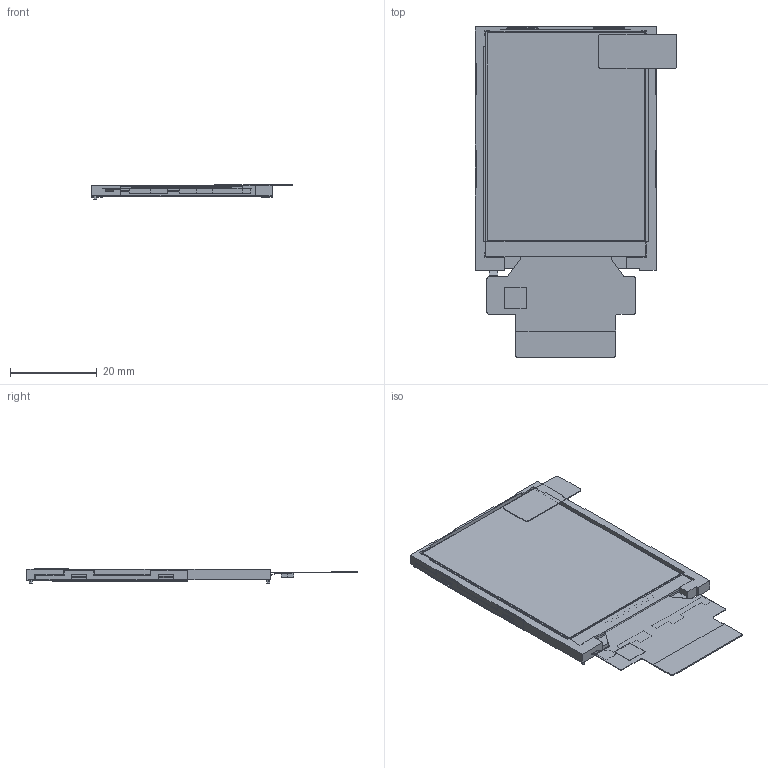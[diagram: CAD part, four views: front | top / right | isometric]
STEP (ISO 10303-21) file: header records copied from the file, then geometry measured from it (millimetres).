
FILE_DESCRIPTION((''),'2;1');
FILE_NAME('TM022HDZ20_ASM','2021-01-26T',('lizhi_zhang'),(''),'CREO PARAMETRIC BY PTC INC, 2014190','CREO PARAMETRIC BY PTC INC, 2014190','');
FILE_SCHEMA(('AUTOMOTIVE_DESIGN { 1 2 10303 214 0 1 1 1 }'));
Length unit declared in the file: millimetre
Products named in the file (16): FRAME; BLU-FPC; BEZEL; TAPE; BLU_ASM; TFT; CF; DOWN-POL; UP-POL; SEALING-COMPOUND; IC; FOG_ASM; LCM-FPC; PULL-TAPE; TAPE1; TM022HDZ20_ASM
Assembly tree (15 placements, depth 3):
  TM022HDZ20_ASM
    BLU_ASM
      FRAME
      BLU-FPC
      BEZEL
      TAPE
    FOG_ASM
      TFT
      CF
      DOWN-POL
      UP-POL
      SEALING-COMPOUND
      IC
    LCM-FPC
    PULL-TAPE
    TAPE1
Bounding box: 46.43 x 76.16 x 3.26 mm (x, y, z)
Volume: 5579.7 mm3; surface area: 25738.2 mm2
Topology: 14 solids, 14 shells, 309 faces, 831 edges, 552 vertices
Faces by surface type: plane 281, cylinder 28
Entity records: 13361 total; most frequent: CARTESIAN_POINT 1777, ORIENTED_EDGE 1662, DIRECTION 1587, EDGE_CURVE 831, VECTOR 775, LINE 775, PRESENTATION_STYLE_ASSIGNMENT 693, STYLED_ITEM 693
